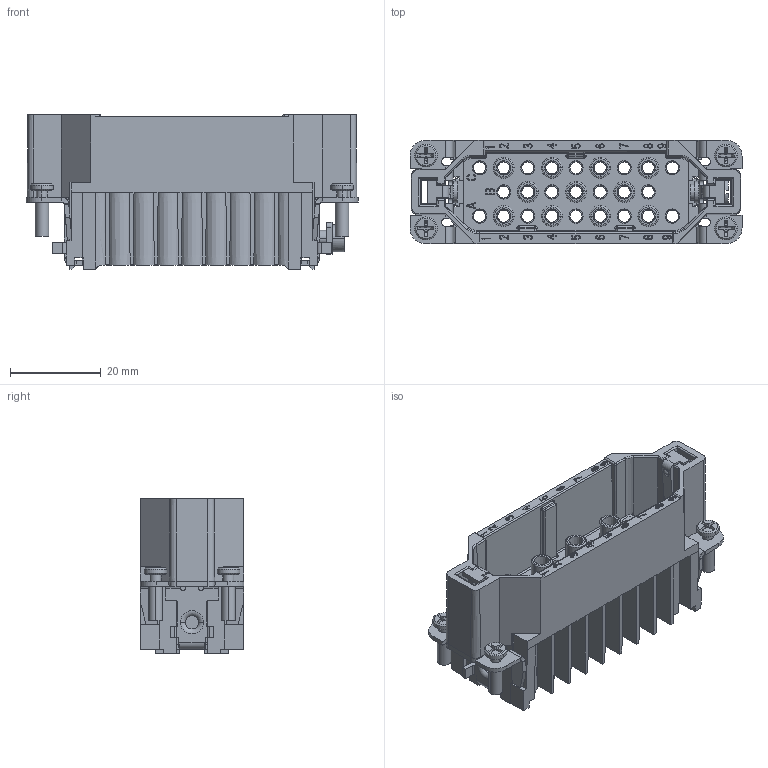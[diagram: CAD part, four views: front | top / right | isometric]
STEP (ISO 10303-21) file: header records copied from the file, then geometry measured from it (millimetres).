
FILE_DESCRIPTION(/* description */ (''),/* implementation_level */ '2;1');
FILE_NAME(/* name */ '3D_1250250100001_HD-025-MC_V1.2.stp',/* time_stamp */ '2024-03-01T10:32:06+08:00',/* author */ (''),/* organization */ (''),/* preprocessor_version */ 'ST-DEVELOPER v18.1',/* originating_system */ 'SIEMENS PLM Software NX 1980',/* authorisation */ '');
FILE_SCHEMA (('AUTOMOTIVE_DESIGN { 1 0 10303 214 3 1 1 1 }'));
Products named in the file (1): 3D_1250250100001_HD-025-MC_V1.2
Bounding box: 73 x 22.8 x 34 mm (x, y, z)
Volume: 21042.5 mm3; surface area: 21455.2 mm2
Topology: 1 solids, 1 shells, 2614 faces, 7352 edges, 4853 vertices
Faces by surface type: plane 2152, cylinder 280, cone 104, torus 48, sphere 18, bspline 12
Entity records: 84078 total; most frequent: CARTESIAN_POINT 16145, ORIENTED_EDGE 14688, DIRECTION 13122, EDGE_CURVE 7344, LINE 6310, VECTOR 6310, VERTEX_POINT 4853, AXIS2_PLACEMENT_3D 3406
